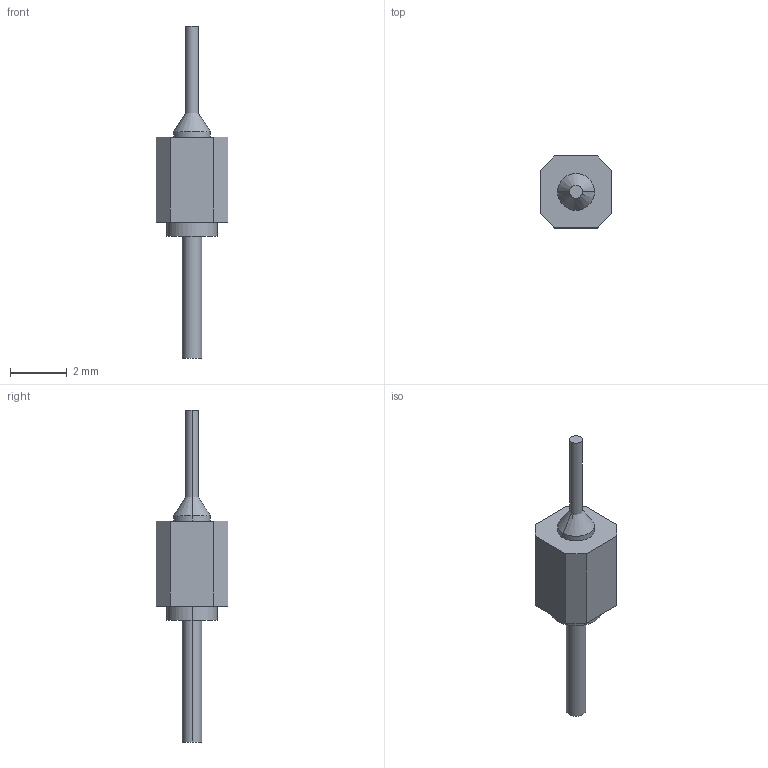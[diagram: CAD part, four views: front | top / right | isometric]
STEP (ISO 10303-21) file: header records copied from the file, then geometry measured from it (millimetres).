
FILE_DESCRIPTION((''),'2;1');
FILE_NAME('HARWIN_D01-9922046_1OF20.stp','2008-12-08T16:06:07',(''),(''),'Mechanical Desktop 2006','Mechanical Desktop 2006',', , ');
FILE_SCHEMA(('AUTOMOTIVE_DESIGN { 1 2 10303 214 0 1 1 1 }'));
Length unit declared in the file: millimetre
Products named in the file (1): HARWIN_D01-9922046_1OF20
Bounding box: 2.54 x 2.54 x 11.73 mm (x, y, z)
Volume: 22.2 mm3; surface area: 70.9 mm2
Topology: 6 solids, 6 shells, 29 faces, 54 edges, 35 vertices
Faces by surface type: plane 19, cylinder 8, cone 2
Entity records: 759 total; most frequent: DIRECTION 130, CARTESIAN_POINT 117, ORIENTED_EDGE 104, EDGE_CURVE 52, AXIS2_PLACEMENT_3D 48, VERTEX_POINT 35, VECTOR 34, LINE 34
